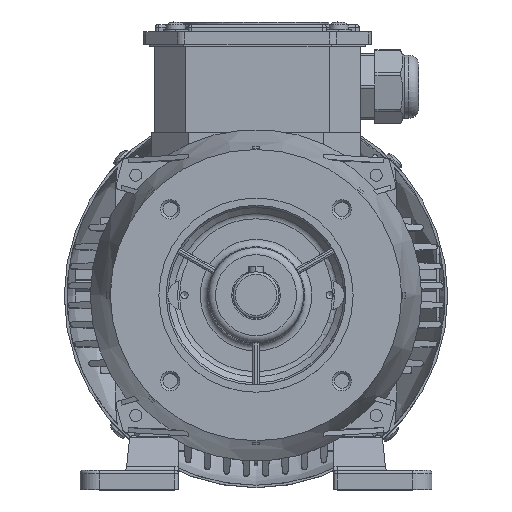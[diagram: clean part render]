
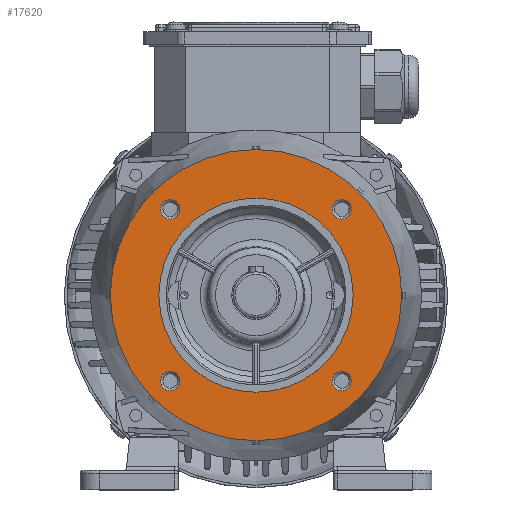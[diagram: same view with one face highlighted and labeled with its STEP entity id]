
A CAD part, top view. The second image highlights one B-rep face of the part: STEP entity #17620.
In plain terms, the highlighted planar face has unit normal (0, 0, 1).
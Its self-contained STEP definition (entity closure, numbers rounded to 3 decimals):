
#17620=ADVANCED_FACE('',(#20198,#20199,#20200,#20201,#20202,#20203),#19367,
 .T.);
#19367=PLANE('',#59243);
#20198=FACE_BOUND('',#23412,.T.);
#20199=FACE_BOUND('',#23413,.T.);
#20200=FACE_BOUND('',#23414,.T.);
#20201=FACE_BOUND('',#23415,.T.);
#20202=FACE_BOUND('',#23416,.T.);
#20203=FACE_BOUND('',#23417,.T.);
#23412=EDGE_LOOP('',(#38042));
#23413=EDGE_LOOP('',(#38043));
#23414=EDGE_LOOP('',(#38044));
#23415=EDGE_LOOP('',(#38045));
#23416=EDGE_LOOP('',(#38046));
#23417=EDGE_LOOP('',(#38047));
#38042=ORIENTED_EDGE('',*,*,#52216,.T.);
#38043=ORIENTED_EDGE('',*,*,#52206,.T.);
#38044=ORIENTED_EDGE('',*,*,#52209,.T.);
#38045=ORIENTED_EDGE('',*,*,#52212,.T.);
#38046=ORIENTED_EDGE('',*,*,#52215,.T.);
#38047=ORIENTED_EDGE('',*,*,#52217,.F.);
#44492=VERTEX_POINT('',#110731);
#44495=VERTEX_POINT('',#110740);
#44498=VERTEX_POINT('',#110749);
#44501=VERTEX_POINT('',#110758);
#44502=VERTEX_POINT('',#110761);
#44503=VERTEX_POINT('',#110763);
#52206=EDGE_CURVE('',#44492,#44492,#54770,.T.);
#52209=EDGE_CURVE('',#44495,#44495,#54773,.T.);
#52212=EDGE_CURVE('',#44498,#44498,#54776,.T.);
#52215=EDGE_CURVE('',#44501,#44501,#54779,.T.);
#52216=EDGE_CURVE('',#44502,#44502,#54780,.T.);
#52217=EDGE_CURVE('',#44503,#44503,#54781,.T.);
#54770=CIRCLE('',#59221,4.);
#54773=CIRCLE('',#59227,4.);
#54776=CIRCLE('',#59233,4.);
#54779=CIRCLE('',#59239,4.);
#54780=CIRCLE('',#59241,40.);
#54781=CIRCLE('',#59242,60.);
#59221=AXIS2_PLACEMENT_3D('',#110730,#72088,#72089);
#59227=AXIS2_PLACEMENT_3D('',#110739,#72100,#72101);
#59233=AXIS2_PLACEMENT_3D('',#110748,#72112,#72113);
#59239=AXIS2_PLACEMENT_3D('',#110757,#72124,#72125);
#59241=AXIS2_PLACEMENT_3D('',#110760,#72128,#72129);
#59242=AXIS2_PLACEMENT_3D('',#110762,#72130,#72131);
#59243=AXIS2_PLACEMENT_3D('',#110764,#72132,#72133);
#72088=DIRECTION('',(0.,0.,-1.));
#72089=DIRECTION('',(-1.,0.,0.));
#72100=DIRECTION('',(0.,0.,-1.));
#72101=DIRECTION('',(-1.,0.,0.));
#72112=DIRECTION('',(0.,0.,-1.));
#72113=DIRECTION('',(-1.,0.,0.));
#72124=DIRECTION('',(0.,0.,-1.));
#72125=DIRECTION('',(-1.,0.,0.));
#72128=DIRECTION('',(0.,0.,-1.));
#72129=DIRECTION('',(1.,0.,0.));
#72130=DIRECTION('',(0.,0.,-1.));
#72131=DIRECTION('',(1.,0.,0.));
#72132=DIRECTION('',(0.,0.,1.));
#72133=DIRECTION('',(-1.,0.,0.));
#110730=CARTESIAN_POINT('',(-35.355,35.355,-39.));
#110731=CARTESIAN_POINT('',(-39.355,35.355,-39.));
#110739=CARTESIAN_POINT('',(-35.355,-35.355,-39.));
#110740=CARTESIAN_POINT('',(-39.355,-35.355,-39.));
#110748=CARTESIAN_POINT('',(35.355,-35.355,-39.));
#110749=CARTESIAN_POINT('',(31.355,-35.355,-39.));
#110757=CARTESIAN_POINT('',(35.355,35.355,-39.));
#110758=CARTESIAN_POINT('',(31.355,35.355,-39.));
#110760=CARTESIAN_POINT('',(0.,0.,
-39.));
#110761=CARTESIAN_POINT('',(40.,0.,-39.));
#110762=CARTESIAN_POINT('',(0.,0.,
-39.));
#110763=CARTESIAN_POINT('',(60.,0.,-39.));
#110764=CARTESIAN_POINT('',(66.,66.,-39.));
